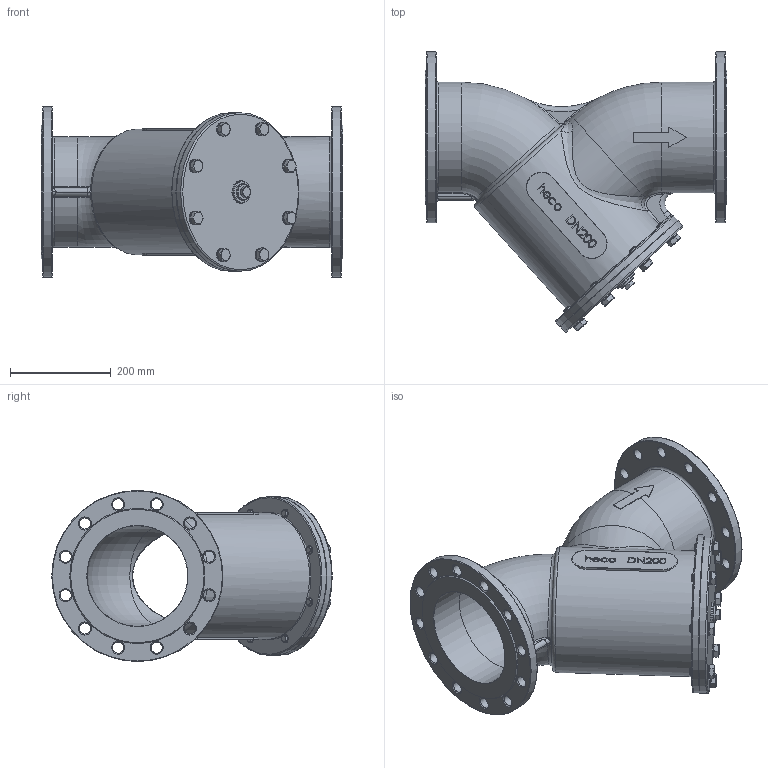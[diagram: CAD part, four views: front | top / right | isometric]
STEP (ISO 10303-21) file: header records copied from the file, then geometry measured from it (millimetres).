
FILE_DESCRIPTION (( 'STEP AP214' ), '1' );
FILE_NAME ('SFFL-200 Schmutzfänger mit Flansch heco step214.STEP', '2011-12-05T09:33:59', ( 'test' ), ( '' ), 'SwSTEP 2.0', 'SolidWorks 2011', '' );
FILE_SCHEMA (( 'AUTOMOTIVE_DESIGN' ));
Length unit declared in the file: millimetre
Products named in the file (1): SFFL-200 Schmutzfänger mit Flansch heco step214
Bounding box: 600 x 557.08 x 340 mm (x, y, z)
Volume: 13927173.5 mm3; surface area: 1376351.4 mm2
Topology: 1 solids, 1 shells, 623 faces, 1577 edges, 1000 vertices
Faces by surface type: plane 236, bspline 183, cylinder 80, torus 64, cone 60
Full cylindrical faces by diameter (mm): 16 x8, 22 x24, 26 x8, 33 x1, 44 x1, 200 x4, 220 x1, 315 x2, 340 x2
Entity records: 37309 total; most frequent: CARTESIAN_POINT 17769, ORIENTED_EDGE 2702, DIRECTION 2062, EDGE_CURVE 1351, VERTEX_POINT 935, EDGE_LOOP 878, AXIS2_PLACEMENT_3D 760, FACE_OUTER_BOUND 717
